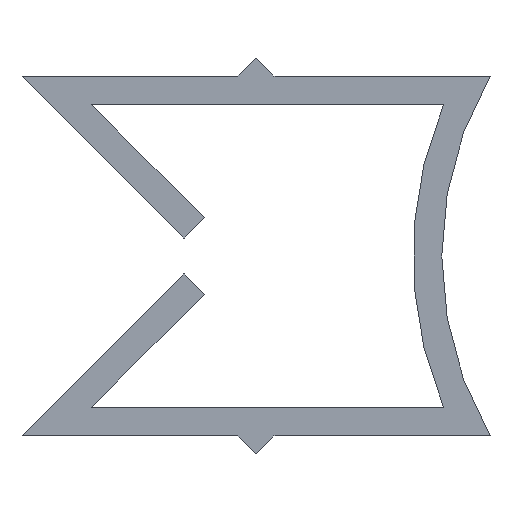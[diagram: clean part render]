
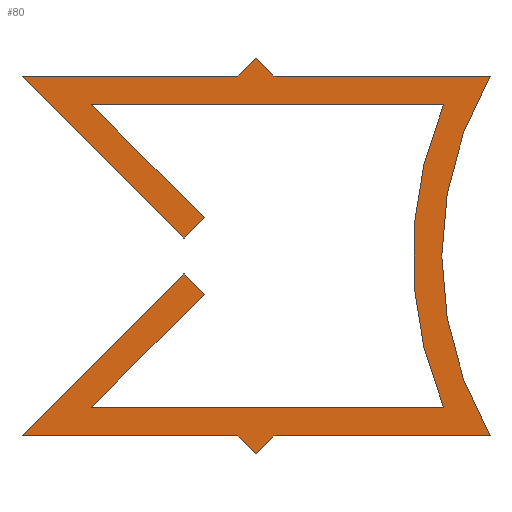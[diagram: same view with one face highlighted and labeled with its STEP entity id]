
A CAD part, left-side view. The second image highlights one B-rep face of the part: STEP entity #80.
In plain terms, the highlighted planar face has unit normal (-1, 0, 0).
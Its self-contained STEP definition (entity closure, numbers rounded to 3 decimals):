
#80 = ADVANCED_FACE( '', ( #155 ), #156, .F. );
#155 = FACE_OUTER_BOUND( '', #222, .T. );
#156 = PLANE( '', #223 );
#222 = EDGE_LOOP( '', ( #387, #388, #389, #390, #391, #392, #393, #394, #395, #396, #397, #398, #399, #400, #401, #402, #403, #404 ) );
#223 = AXIS2_PLACEMENT_3D( '', #405, #406, #407 );
#387 = ORIENTED_EDGE( '', *, *, #426, .F. );
#388 = ORIENTED_EDGE( '', *, *, #436, .F. );
#389 = ORIENTED_EDGE( '', *, *, #470, .F. );
#390 = ORIENTED_EDGE( '', *, *, #445, .F. );
#391 = ORIENTED_EDGE( '', *, *, #467, .F. );
#392 = ORIENTED_EDGE( '', *, *, #422, .F. );
#393 = ORIENTED_EDGE( '', *, *, #417, .F. );
#394 = ORIENTED_EDGE( '', *, *, #454, .F. );
#395 = ORIENTED_EDGE( '', *, *, #440, .F. );
#396 = ORIENTED_EDGE( '', *, *, #483, .F. );
#397 = ORIENTED_EDGE( '', *, *, #457, .F. );
#398 = ORIENTED_EDGE( '', *, *, #488, .F. );
#399 = ORIENTED_EDGE( '', *, *, #479, .F. );
#400 = ORIENTED_EDGE( '', *, *, #462, .F. );
#401 = ORIENTED_EDGE( '', *, *, #473, .F. );
#402 = ORIENTED_EDGE( '', *, *, #431, .T. );
#403 = ORIENTED_EDGE( '', *, *, #450, .F. );
#404 = ORIENTED_EDGE( '', *, *, #476, .F. );
#405 = CARTESIAN_POINT( '', ( 0., -2., 0. ) );
#406 = DIRECTION( '', ( 1., 0., 0. ) );
#407 = DIRECTION( '', ( 0., 0., -1. ) );
#417 = EDGE_CURVE( '', #491, #492, #493, .T. );
#422 = EDGE_CURVE( '', #492, #500, #501, .T. );
#426 = EDGE_CURVE( '', #506, #507, #508, .T. );
#431 = EDGE_CURVE( '', #515, #516, #517, .T. );
#436 = EDGE_CURVE( '', #524, #506, #525, .T. );
#440 = EDGE_CURVE( '', #530, #531, #532, .T. );
#445 = EDGE_CURVE( '', #539, #540, #541, .T. );
#450 = EDGE_CURVE( '', #548, #516, #549, .T. );
#454 = EDGE_CURVE( '', #531, #491, #554, .T. );
#457 = EDGE_CURVE( '', #557, #558, #559, .T. );
#462 = EDGE_CURVE( '', #566, #567, #568, .T. );
#467 = EDGE_CURVE( '', #500, #539, #575, .T. );
#470 = EDGE_CURVE( '', #540, #524, #578, .T. );
#473 = EDGE_CURVE( '', #515, #566, #581, .T. );
#476 = EDGE_CURVE( '', #507, #548, #584, .T. );
#479 = EDGE_CURVE( '', #567, #587, #588, .T. );
#483 = EDGE_CURVE( '', #558, #530, #593, .T. );
#488 = EDGE_CURVE( '', #587, #557, #598, .T. );
#491 = VERTEX_POINT( '', #601 );
#492 = VERTEX_POINT( '', #602 );
#493 = CIRCLE( '', #603, 10.8 );
#500 = VERTEX_POINT( '', #612 );
#501 = LINE( '', #613, #614 );
#506 = VERTEX_POINT( '', #621 );
#507 = VERTEX_POINT( '', #622 );
#508 = LINE( '', #623, #624 );
#515 = VERTEX_POINT( '', #634 );
#516 = VERTEX_POINT( '', #635 );
#517 = CIRCLE( '', #636, 10. );
#524 = VERTEX_POINT( '', #645 );
#525 = LINE( '', #646, #647 );
#530 = VERTEX_POINT( '', #654 );
#531 = VERTEX_POINT( '', #655 );
#532 = LINE( '', #656, #657 );
#539 = VERTEX_POINT( '', #667 );
#540 = VERTEX_POINT( '', #668 );
#541 = LINE( '', #669, #670 );
#548 = VERTEX_POINT( '', #680 );
#549 = LINE( '', #681, #682 );
#554 = LINE( '', #689, #690 );
#557 = VERTEX_POINT( '', #694 );
#558 = VERTEX_POINT( '', #695 );
#559 = LINE( '', #696, #697 );
#566 = VERTEX_POINT( '', #707 );
#567 = VERTEX_POINT( '', #708 );
#568 = LINE( '', #709, #710 );
#575 = LINE( '', #720, #721 );
#578 = LINE( '', #725, #726 );
#581 = LINE( '', #730, #731 );
#584 = LINE( '', #735, #736 );
#587 = VERTEX_POINT( '', #740 );
#588 = LINE( '', #741, #742 );
#593 = LINE( '', #749, #750 );
#598 = LINE( '', #757, #758 );
#601 = CARTESIAN_POINT( '', ( 0., 7.95, -4.2 ) );
#602 = CARTESIAN_POINT( '', ( 0., 7.95, 4.2 ) );
#603 = AXIS2_PLACEMENT_3D( '', #760, #761, #762 );
#612 = CARTESIAN_POINT( '', ( 0., 17.729, 4.2 ) );
#613 = CARTESIAN_POINT( '', ( 0., 7.95, 4.2 ) );
#614 = VECTOR( '', #768, 1000. );
#621 = CARTESIAN_POINT( '', ( 0., 13.66, 5. ) );
#622 = CARTESIAN_POINT( '', ( 0., 13.16, 5.5 ) );
#623 = CARTESIAN_POINT( '', ( 0., 13.66, 5. ) );
#624 = VECTOR( '', #771, 1000. );
#634 = CARTESIAN_POINT( '', ( 0., 6.66, -5. ) );
#635 = CARTESIAN_POINT( '', ( 0., 6.66, 5. ) );
#636 = AXIS2_PLACEMENT_3D( '', #775, #776, #777 );
#645 = CARTESIAN_POINT( '', ( 0., 19.66, 5. ) );
#646 = CARTESIAN_POINT( '', ( 0., 19.66, 5. ) );
#647 = VECTOR( '', #783, 1000. );
#654 = CARTESIAN_POINT( '', ( 0., 14.595, -1.066 ) );
#655 = CARTESIAN_POINT( '', ( 0., 17.729, -4.2 ) );
#656 = CARTESIAN_POINT( '', ( 0., 14.595, -1.066 ) );
#657 = VECTOR( '', #786, 1000. );
#667 = CARTESIAN_POINT( '', ( 0., 14.595, 1.066 ) );
#668 = CARTESIAN_POINT( '', ( 0., 15.16, 0.5 ) );
#669 = CARTESIAN_POINT( '', ( 0., 14.595, 1.066 ) );
#670 = VECTOR( '', #790, 1000. );
#680 = CARTESIAN_POINT( '', ( 0., 12.66, 5. ) );
#681 = CARTESIAN_POINT( '', ( 0., 12.66, 5. ) );
#682 = VECTOR( '', #794, 1000. );
#689 = CARTESIAN_POINT( '', ( 0., 17.729, -4.2 ) );
#690 = VECTOR( '', #797, 1000. );
#694 = CARTESIAN_POINT( '', ( 0., 19.66, -5. ) );
#695 = CARTESIAN_POINT( '', ( 0., 15.16, -0.5 ) );
#696 = CARTESIAN_POINT( '', ( 0., 19.66, -5. ) );
#697 = VECTOR( '', #799, 1000. );
#707 = CARTESIAN_POINT( '', ( 0., 12.66, -5. ) );
#708 = CARTESIAN_POINT( '', ( 0., 13.16, -5.5 ) );
#709 = CARTESIAN_POINT( '', ( 0., 12.66, -5. ) );
#710 = VECTOR( '', #803, 1000. );
#720 = CARTESIAN_POINT( '', ( 0., 17.729, 4.2 ) );
#721 = VECTOR( '', #807, 1000. );
#725 = CARTESIAN_POINT( '', ( 0., 15.16, 0.5 ) );
#726 = VECTOR( '', #809, 1000. );
#730 = CARTESIAN_POINT( '', ( 0., 6.66, -5. ) );
#731 = VECTOR( '', #811, 1000. );
#735 = CARTESIAN_POINT( '', ( 0., 13.16, 5.5 ) );
#736 = VECTOR( '', #813, 1000. );
#740 = CARTESIAN_POINT( '', ( 0., 13.66, -5. ) );
#741 = CARTESIAN_POINT( '', ( 0., 13.16, -5.5 ) );
#742 = VECTOR( '', #815, 1000. );
#749 = CARTESIAN_POINT( '', ( 0., 15.16, -0.5 ) );
#750 = VECTOR( '', #818, 1000. );
#757 = CARTESIAN_POINT( '', ( 0., 13.66, -5. ) );
#758 = VECTOR( '', #821, 1000. );
#760 = CARTESIAN_POINT( '', ( 0., -2., 0. ) );
#761 = DIRECTION( '', ( 1., 0., 0. ) );
#762 = DIRECTION( '', ( 0., 0., -1. ) );
#768 = DIRECTION( '', ( 0., 1., 0. ) );
#771 = DIRECTION( '', ( 0., -0.707, 0.707 ) );
#775 = CARTESIAN_POINT( '', ( 0., -2., 0. ) );
#776 = DIRECTION( '', ( 1., 0., 0. ) );
#777 = DIRECTION( '', ( 0., 0., -1. ) );
#783 = DIRECTION( '', ( 0., -1., 0. ) );
#786 = DIRECTION( '', ( 0., 0.707, -0.707 ) );
#790 = DIRECTION( '', ( 0., 0.707, -0.707 ) );
#794 = DIRECTION( '', ( 0., -1., 0. ) );
#797 = DIRECTION( '', ( 0., -1., 0. ) );
#799 = DIRECTION( '', ( 0., -0.707, 0.707 ) );
#803 = DIRECTION( '', ( 0., 0.707, -0.707 ) );
#807 = DIRECTION( '', ( 0., -0.707, -0.707 ) );
#809 = DIRECTION( '', ( 0., 0.707, 0.707 ) );
#811 = DIRECTION( '', ( 0., 1., 0. ) );
#813 = DIRECTION( '', ( 0., -0.707, -0.707 ) );
#815 = DIRECTION( '', ( 0., 0.707, 0.707 ) );
#818 = DIRECTION( '', ( 0., -0.707, -0.707 ) );
#821 = DIRECTION( '', ( 0., 1., 0. ) );
